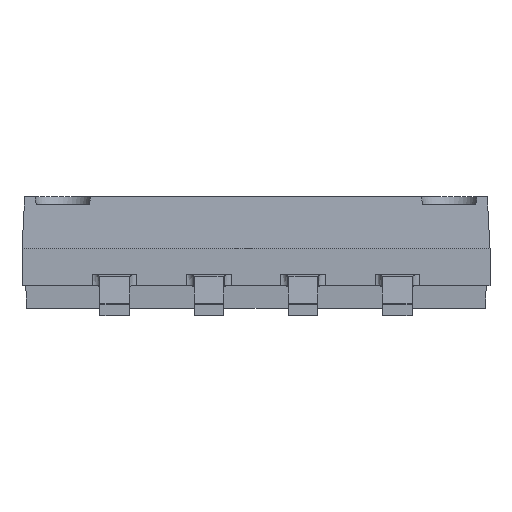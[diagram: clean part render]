
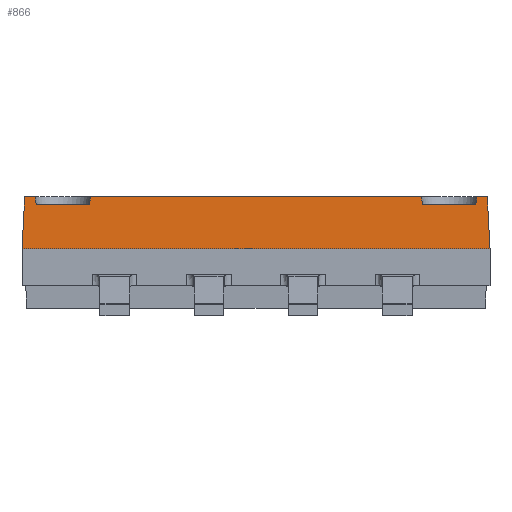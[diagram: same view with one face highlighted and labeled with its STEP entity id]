
A CAD part, front view. The second image highlights one B-rep face of the part: STEP entity #866.
In plain terms, the highlighted planar face has unit normal (0, -0.999, 0.052).
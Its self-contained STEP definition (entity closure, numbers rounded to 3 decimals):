
#866=ADVANCED_FACE('',(#2815),#2817,.T.);
#2815=FACE_BOUND('',#2816,.T.);
#2816=EDGE_LOOP('',(#4341,#4342,#4343,#4344,#4345,#4346,#4347,#4348,#4349,#4350,
#4351,#4352));
#2817=PLANE('',#2818);
#2818=AXIS2_PLACEMENT_3D('',#2819,#2820,#2821);
#2819=CARTESIAN_POINT('',(-3.155,-2.25,0.9));
#2820=DIRECTION('',(0.,-0.999,0.052));
#2821=DIRECTION('',(1.,0.,0.));
#4341=ORIENTED_EDGE('',*,*,#5333,.T.);
#4342=ORIENTED_EDGE('',*,*,#5125,.F.);
#4343=ORIENTED_EDGE('',*,*,#5332,.F.);
#4344=ORIENTED_EDGE('',*,*,#5334,.T.);
#4345=ORIENTED_EDGE('',*,*,#5335,.T.);
#4346=ORIENTED_EDGE('',*,*,#5133,.F.);
#4347=ORIENTED_EDGE('',*,*,#5336,.T.);
#4348=ORIENTED_EDGE('',*,*,#5337,.T.);
#4349=ORIENTED_EDGE('',*,*,#5338,.T.);
#4350=ORIENTED_EDGE('',*,*,#5129,.F.);
#4351=ORIENTED_EDGE('',*,*,#5339,.T.);
#4352=ORIENTED_EDGE('',*,*,#5340,.T.);
#5125=EDGE_CURVE('',#5700,#5702,#5703,.T.);
#5129=EDGE_CURVE('',#5708,#5710,#5711,.T.);
#5133=EDGE_CURVE('',#5716,#5718,#5719,.T.);
#5332=EDGE_CURVE('',#6057,#5700,#6059,.T.);
#5333=EDGE_CURVE('',#6060,#5702,#6061,.F.);
#5334=EDGE_CURVE('',#6057,#6062,#6063,.T.);
#5335=EDGE_CURVE('',#6062,#5718,#6064,.T.);
#5336=EDGE_CURVE('',#5716,#6065,#6066,.F.);
#5337=EDGE_CURVE('',#6065,#6067,#6068,.T.);
#5338=EDGE_CURVE('',#6067,#5710,#6069,.F.);
#5339=EDGE_CURVE('',#5708,#6070,#6071,.F.);
#5340=EDGE_CURVE('',#6070,#6060,#6072,.T.);
#5700=VERTEX_POINT('',#6691);
#5702=VERTEX_POINT('',#6695);
#5703=LINE('',#6696,#6697);
#5708=VERTEX_POINT('',#6708);
#5710=VERTEX_POINT('',#6712);
#5711=LINE('',#6713,#6714);
#5716=VERTEX_POINT('',#6725);
#5718=VERTEX_POINT('',#6729);
#5719=LINE('',#6730,#6731);
#6057=VERTEX_POINT('',#7508);
#6059=LINE('',#7512,#7513);
#6060=VERTEX_POINT('',#7515);
#6061=LINE('',#7516,#7517);
#6062=VERTEX_POINT('',#7519);
#6063=LINE('',#7520,#7521);
#6064=LINE('',#7523,#7524);
#6065=VERTEX_POINT('',#7526);
#6066=LINE('',#7527,#7528);
#6067=VERTEX_POINT('',#7530);
#6068=LINE('',#7531,#7532);
#6069=LINE('',#7534,#7535);
#6070=VERTEX_POINT('',#7537);
#6071=LINE('',#7538,#7539);
#6072=LINE('',#7541,#7542);
#6691=CARTESIAN_POINT('',(-3.118,-2.213,1.6));
#6695=CARTESIAN_POINT('',(-2.98,-2.213,1.6));
#6696=CARTESIAN_POINT('',(-3.118,-2.213,1.6));
#6697=VECTOR('',#6698,1.);
#6698=DIRECTION('',(1.,0.,0.));
#6708=CARTESIAN_POINT('',(-2.23,-2.213,1.6));
#6712=CARTESIAN_POINT('',(2.23,-2.213,1.6));
#6713=CARTESIAN_POINT('',(-2.23,-2.213,1.6));
#6714=VECTOR('',#6715,1.);
#6715=DIRECTION('',(1.,0.,0.));
#6725=CARTESIAN_POINT('',(2.98,-2.213,1.6));
#6729=CARTESIAN_POINT('',(3.118,-2.213,1.6));
#6730=CARTESIAN_POINT('',(2.98,-2.213,1.6));
#6731=VECTOR('',#6732,1.);
#6732=DIRECTION('',(1.,0.,0.));
#7508=CARTESIAN_POINT('',(-3.155,-2.25,0.9));
#7512=CARTESIAN_POINT('',(-3.155,-2.25,0.9));
#7513=VECTOR('',#7514,1.);
#7514=DIRECTION('',(0.052,0.052,0.997));
#7515=CARTESIAN_POINT('',(-2.962,-2.219,1.5));
#7516=CARTESIAN_POINT('',(-2.98,-2.213,1.6));
#7517=VECTOR('',#7518,1.);
#7518=DIRECTION('',(0.173,-0.052,-0.983));
#7519=CARTESIAN_POINT('',(3.155,-2.25,0.9));
#7520=CARTESIAN_POINT('',(-3.155,-2.25,0.9));
#7521=VECTOR('',#7522,1.);
#7522=DIRECTION('',(1.,0.,0.));
#7523=CARTESIAN_POINT('',(3.155,-2.25,0.9));
#7524=VECTOR('',#7525,1.);
#7525=DIRECTION('',(-0.052,0.052,0.997));
#7526=CARTESIAN_POINT('',(2.962,-2.219,1.5));
#7527=CARTESIAN_POINT('',(2.962,-2.219,1.5));
#7528=VECTOR('',#7529,1.);
#7529=DIRECTION('',(0.173,0.052,0.983));
#7530=CARTESIAN_POINT('',(2.248,-2.219,1.5));
#7531=CARTESIAN_POINT('',(2.962,-2.219,1.5));
#7532=VECTOR('',#7533,1.);
#7533=DIRECTION('',(-1.,0.,0.));
#7534=CARTESIAN_POINT('',(2.23,-2.213,1.6));
#7535=VECTOR('',#7536,1.);
#7536=DIRECTION('',(0.173,-0.052,-0.983));
#7537=CARTESIAN_POINT('',(-2.248,-2.219,1.5));
#7538=CARTESIAN_POINT('',(-2.248,-2.219,1.5));
#7539=VECTOR('',#7540,1.);
#7540=DIRECTION('',(0.173,0.052,0.983));
#7541=CARTESIAN_POINT('',(-2.248,-2.219,1.5));
#7542=VECTOR('',#7543,1.);
#7543=DIRECTION('',(-1.,0.,0.));
